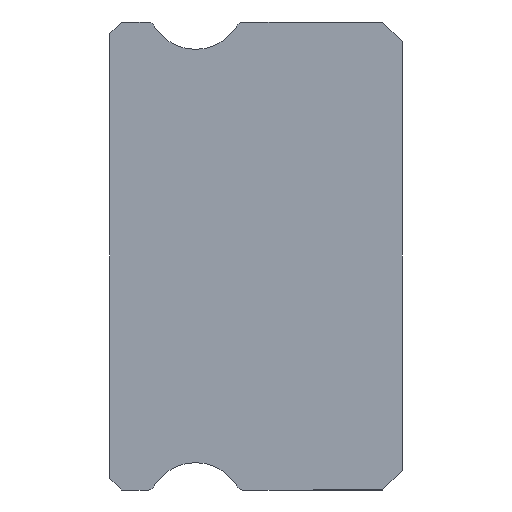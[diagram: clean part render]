
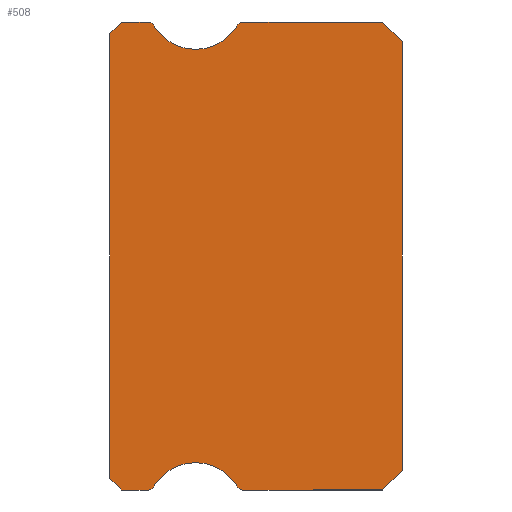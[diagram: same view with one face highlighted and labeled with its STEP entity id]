
A CAD part, left-side view. The second image highlights one B-rep face of the part: STEP entity #508.
In plain terms, the highlighted planar face has unit normal (-1, 0, 0).
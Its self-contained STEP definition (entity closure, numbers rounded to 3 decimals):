
#11 = DIRECTION ( 'NONE',  ( 0., 0., 1. ) ) ;
#21 = LINE ( 'NONE', #2032, #1724 ) ;
#26 = VECTOR ( 'NONE', #114, 1000. ) ;
#30 = EDGE_CURVE ( 'NONE', #338, #250, #80, .T. ) ;
#80 = LINE ( 'NONE', #606, #1240 ) ;
#111 = CARTESIAN_POINT ( 'NONE',  ( -7.5, 7.5, -5.7 ) ) ;
#114 = DIRECTION ( 'NONE',  ( 0., 0.707, -0.707 ) ) ;
#116 = DIRECTION ( 'NONE',  ( 0., 1., 0. ) ) ;
#135 = CARTESIAN_POINT ( 'NONE',  ( -7.5, 6.512, -6. ) ) ;
#178 = CIRCLE ( 'NONE', #2218, 0.15 ) ;
#182 = CIRCLE ( 'NONE', #472, 1.25 ) ;
#209 = CARTESIAN_POINT ( 'NONE',  ( -7.5, 7.2, 6. ) ) ;
#214 = EDGE_CURVE ( 'NONE', #943, #406, #1214, .T. ) ;
#215 = AXIS2_PLACEMENT_3D ( 'NONE', #1362, #704, #681 ) ;
#218 = CARTESIAN_POINT ( 'NONE',  ( -7.5, 6.512, -6. ) ) ;
#234 = LINE ( 'NONE', #1979, #684 ) ;
#250 = VERTEX_POINT ( 'NONE', #1916 ) ;
#289 = VECTOR ( 'NONE', #823, 1000. ) ;
#298 = EDGE_CURVE ( 'NONE', #2186, #870, #1063, .T. ) ;
#322 = DIRECTION ( 'NONE',  ( 1., 0., 0. ) ) ;
#325 = ORIENTED_EDGE ( 'NONE', *, *, #1705, .F. ) ;
#338 = VERTEX_POINT ( 'NONE', #737 ) ;
#360 = CARTESIAN_POINT ( 'NONE',  ( -7.5, 7.2, -6. ) ) ;
#382 = VERTEX_POINT ( 'NONE', #1935 ) ;
#385 = ORIENTED_EDGE ( 'NONE', *, *, #590, .F. ) ;
#401 = VECTOR ( 'NONE', #2213, 1000. ) ;
#405 = VERTEX_POINT ( 'NONE', #775 ) ;
#406 = VERTEX_POINT ( 'NONE', #1611 ) ;
#420 = DIRECTION ( 'NONE',  ( -1., 0., 0. ) ) ;
#436 = VERTEX_POINT ( 'NONE', #1760 ) ;
#439 = CARTESIAN_POINT ( 'NONE',  ( -7.5, 6.383, -5.925 ) ) ;
#444 = DIRECTION ( 'NONE',  ( 0., 0., -1. ) ) ;
#455 = ORIENTED_EDGE ( 'NONE', *, *, #1713, .F. ) ;
#464 = AXIS2_PLACEMENT_3D ( 'NONE', #1663, #814, #444 ) ;
#472 = AXIS2_PLACEMENT_3D ( 'NONE', #2097, #420, #1077 ) ;
#475 = CARTESIAN_POINT ( 'NONE',  ( -7.5, 6.512, 6. ) ) ;
#491 = EDGE_CURVE ( 'NONE', #405, #2170, #234, .T. ) ;
#498 = VERTEX_POINT ( 'NONE', #1183 ) ;
#499 = EDGE_CURVE ( 'NONE', #2170, #498, #1048, .T. ) ;
#508 = ADVANCED_FACE ( 'NONE', ( #651 ), #663, .F. ) ;
#541 = AXIS2_PLACEMENT_3D ( 'NONE', #2000, #322, #975 ) ;
#547 = VECTOR ( 'NONE', #884, 1000. ) ;
#557 = ORIENTED_EDGE ( 'NONE', *, *, #30, .F. ) ;
#571 = VERTEX_POINT ( 'NONE', #1648 ) ;
#572 = CIRCLE ( 'NONE', #851, 0.15 ) ;
#576 = CIRCLE ( 'NONE', #2217, 1.25 ) ;
#590 = EDGE_CURVE ( 'NONE', #943, #1439, #21, .T. ) ;
#593 = DIRECTION ( 'NONE',  ( 0., 0., -1. ) ) ;
#606 = CARTESIAN_POINT ( 'NONE',  ( -7.5, 6.512, 6. ) ) ;
#625 = CARTESIAN_POINT ( 'NONE',  ( -7.5, 0., -5.5 ) ) ;
#637 = EDGE_CURVE ( 'NONE', #571, #1243, #576, .T. ) ;
#651 = FACE_OUTER_BOUND ( 'NONE', #717, .T. ) ;
#656 = EDGE_CURVE ( 'NONE', #436, #382, #1912, .T. ) ;
#660 = LINE ( 'NONE', #1847, #1233 ) ;
#663 = PLANE ( 'NONE',  #464 ) ;
#681 = DIRECTION ( 'NONE',  ( 0., 0., -1. ) ) ;
#684 = VECTOR ( 'NONE', #116, 1000. ) ;
#704 = DIRECTION ( 'NONE',  ( 1., 0., 0. ) ) ;
#717 = EDGE_LOOP ( 'NONE', ( #1147, #385, #1289, #1316, #904, #1370, #2092, #1872, #455, #2098, #1351, #557, #325, #1519, #992, #1108, #1784 ) ) ;
#737 = CARTESIAN_POINT ( 'NONE',  ( -7.5, 4.088, 6. ) ) ;
#768 = LINE ( 'NONE', #1426, #1188 ) ;
#775 = CARTESIAN_POINT ( 'NONE',  ( -7.5, 0.5, -6. ) ) ;
#776 = VERTEX_POINT ( 'NONE', #218 ) ;
#814 = DIRECTION ( 'NONE',  ( 1., 0., 0. ) ) ;
#815 = EDGE_CURVE ( 'NONE', #2186, #571, #178, .T. ) ;
#823 = DIRECTION ( 'NONE',  ( 0., -1., 0. ) ) ;
#851 = AXIS2_PLACEMENT_3D ( 'NONE', #1159, #955, #1963 ) ;
#870 = VERTEX_POINT ( 'NONE', #1170 ) ;
#882 = DIRECTION ( 'NONE',  ( 0., 0., 1. ) ) ;
#884 = DIRECTION ( 'NONE',  ( 0., 1., 0. ) ) ;
#900 = EDGE_CURVE ( 'NONE', #250, #382, #660, .T. ) ;
#904 = ORIENTED_EDGE ( 'NONE', *, *, #1098, .F. ) ;
#913 = DIRECTION ( 'NONE',  ( -1., 0., 0. ) ) ;
#943 = VERTEX_POINT ( 'NONE', #111 ) ;
#955 = DIRECTION ( 'NONE',  ( 1., 0., 0. ) ) ;
#967 = EDGE_CURVE ( 'NONE', #406, #776, #1680, .T. ) ;
#975 = DIRECTION ( 'NONE',  ( 0., 0., -1. ) ) ;
#992 = ORIENTED_EDGE ( 'NONE', *, *, #637, .F. ) ;
#1048 = CIRCLE ( 'NONE', #541, 0.15 ) ;
#1063 = LINE ( 'NONE', #209, #547 ) ;
#1077 = DIRECTION ( 'NONE',  ( 0., 0., -1. ) ) ;
#1098 = EDGE_CURVE ( 'NONE', #1387, #776, #1197, .T. ) ;
#1108 = ORIENTED_EDGE ( 'NONE', *, *, #815, .F. ) ;
#1147 = ORIENTED_EDGE ( 'NONE', *, *, #2033, .T. ) ;
#1159 = CARTESIAN_POINT ( 'NONE',  ( -7.5, 4.088, 5.85 ) ) ;
#1170 = CARTESIAN_POINT ( 'NONE',  ( -7.5, 7.2, 6. ) ) ;
#1178 = CARTESIAN_POINT ( 'NONE',  ( -7.5, 4.217, 5.925 ) ) ;
#1183 = CARTESIAN_POINT ( 'NONE',  ( -7.5, 4.217, -5.925 ) ) ;
#1188 = VECTOR ( 'NONE', #1640, 1000. ) ;
#1197 = CIRCLE ( 'NONE', #215, 0.15 ) ;
#1214 = LINE ( 'NONE', #360, #401 ) ;
#1233 = VECTOR ( 'NONE', #2010, 1000. ) ;
#1240 = VECTOR ( 'NONE', #1300, 1000. ) ;
#1243 = VERTEX_POINT ( 'NONE', #1598 ) ;
#1280 = EDGE_CURVE ( 'NONE', #1243, #1488, #1343, .T. ) ;
#1289 = ORIENTED_EDGE ( 'NONE', *, *, #214, .T. ) ;
#1294 = CARTESIAN_POINT ( 'NONE',  ( -7.5, 6.512, 5.85 ) ) ;
#1300 = DIRECTION ( 'NONE',  ( 0., -1., 0. ) ) ;
#1316 = ORIENTED_EDGE ( 'NONE', *, *, #967, .T. ) ;
#1343 = CIRCLE ( 'NONE', #1413, 1.25 ) ;
#1351 = ORIENTED_EDGE ( 'NONE', *, *, #900, .F. ) ;
#1362 = CARTESIAN_POINT ( 'NONE',  ( -7.5, 6.512, -5.85 ) ) ;
#1370 = ORIENTED_EDGE ( 'NONE', *, *, #1514, .F. ) ;
#1387 = VERTEX_POINT ( 'NONE', #439 ) ;
#1388 = CARTESIAN_POINT ( 'NONE',  ( -7.5, 0., 5.5 ) ) ;
#1407 = DIRECTION ( 'NONE',  ( -1., 0., 0. ) ) ;
#1413 = AXIS2_PLACEMENT_3D ( 'NONE', #2117, #913, #2075 ) ;
#1426 = CARTESIAN_POINT ( 'NONE',  ( -7.5, 7.5, 5.7 ) ) ;
#1439 = VERTEX_POINT ( 'NONE', #1845 ) ;
#1488 = VERTEX_POINT ( 'NONE', #1178 ) ;
#1498 = LINE ( 'NONE', #625, #26 ) ;
#1514 = EDGE_CURVE ( 'NONE', #498, #1387, #182, .T. ) ;
#1519 = ORIENTED_EDGE ( 'NONE', *, *, #1280, .F. ) ;
#1551 = VECTOR ( 'NONE', #11, 1000. ) ;
#1598 = CARTESIAN_POINT ( 'NONE',  ( -7.5, 5.3, 5.3 ) ) ;
#1611 = CARTESIAN_POINT ( 'NONE',  ( -7.5, 7.2, -6. ) ) ;
#1640 = DIRECTION ( 'NONE',  ( 0., 0.707, -0.707 ) ) ;
#1648 = CARTESIAN_POINT ( 'NONE',  ( -7.5, 6.383, 5.925 ) ) ;
#1663 = CARTESIAN_POINT ( 'NONE',  ( -7.5, 6.512, 5.85 ) ) ;
#1680 = LINE ( 'NONE', #135, #289 ) ;
#1687 = CARTESIAN_POINT ( 'NONE',  ( -7.5, 4.088, -6. ) ) ;
#1705 = EDGE_CURVE ( 'NONE', #1488, #338, #572, .T. ) ;
#1713 = EDGE_CURVE ( 'NONE', #436, #405, #1498, .T. ) ;
#1718 = CARTESIAN_POINT ( 'NONE',  ( -7.5, 5.3, 6.55 ) ) ;
#1724 = VECTOR ( 'NONE', #882, 1000. ) ;
#1760 = CARTESIAN_POINT ( 'NONE',  ( -7.5, 0., -5.5 ) ) ;
#1784 = ORIENTED_EDGE ( 'NONE', *, *, #298, .T. ) ;
#1845 = CARTESIAN_POINT ( 'NONE',  ( -7.5, 7.5, 5.7 ) ) ;
#1847 = CARTESIAN_POINT ( 'NONE',  ( -7.5, 0.5, 6. ) ) ;
#1872 = ORIENTED_EDGE ( 'NONE', *, *, #491, .F. ) ;
#1912 = LINE ( 'NONE', #1388, #1551 ) ;
#1916 = CARTESIAN_POINT ( 'NONE',  ( -7.5, 0.5, 6. ) ) ;
#1931 = DIRECTION ( 'NONE',  ( 1., 0., 0. ) ) ;
#1935 = CARTESIAN_POINT ( 'NONE',  ( -7.5, 0., 5.5 ) ) ;
#1963 = DIRECTION ( 'NONE',  ( 0., 0., -1. ) ) ;
#1979 = CARTESIAN_POINT ( 'NONE',  ( -7.5, 6.512, -6. ) ) ;
#2000 = CARTESIAN_POINT ( 'NONE',  ( -7.5, 4.088, -5.85 ) ) ;
#2010 = DIRECTION ( 'NONE',  ( 0., -0.707, -0.707 ) ) ;
#2032 = CARTESIAN_POINT ( 'NONE',  ( -7.5, 7.5, 5.85 ) ) ;
#2033 = EDGE_CURVE ( 'NONE', #870, #1439, #768, .T. ) ;
#2075 = DIRECTION ( 'NONE',  ( 0., 0., -1. ) ) ;
#2077 = DIRECTION ( 'NONE',  ( 0., 0., -1. ) ) ;
#2092 = ORIENTED_EDGE ( 'NONE', *, *, #499, .F. ) ;
#2097 = CARTESIAN_POINT ( 'NONE',  ( -7.5, 5.3, -6.55 ) ) ;
#2098 = ORIENTED_EDGE ( 'NONE', *, *, #656, .T. ) ;
#2117 = CARTESIAN_POINT ( 'NONE',  ( -7.5, 5.3, 6.55 ) ) ;
#2170 = VERTEX_POINT ( 'NONE', #1687 ) ;
#2186 = VERTEX_POINT ( 'NONE', #475 ) ;
#2213 = DIRECTION ( 'NONE',  ( 0., -0.707, -0.707 ) ) ;
#2217 = AXIS2_PLACEMENT_3D ( 'NONE', #1718, #1407, #2077 ) ;
#2218 = AXIS2_PLACEMENT_3D ( 'NONE', #1294, #1931, #593 ) ;
